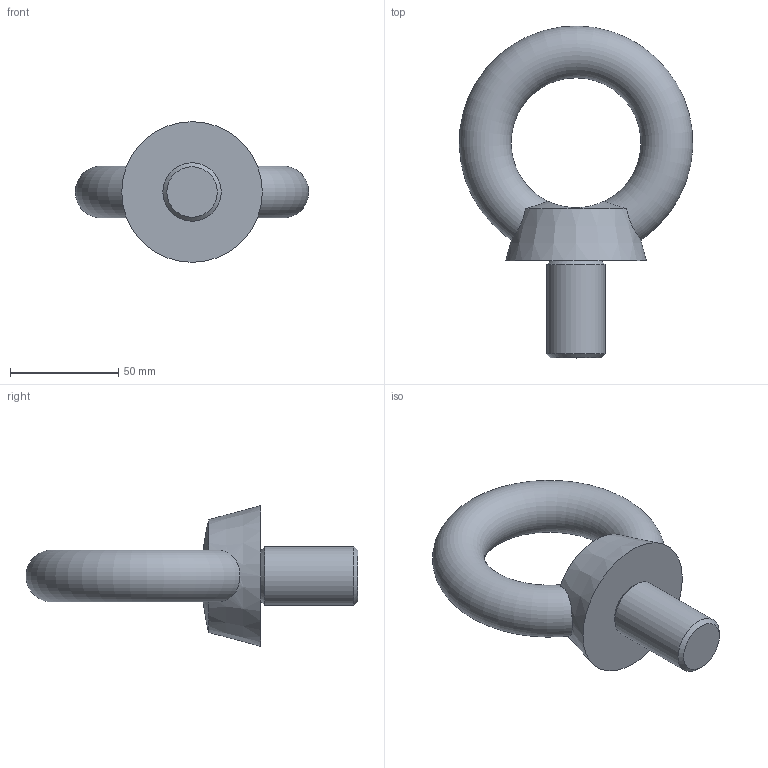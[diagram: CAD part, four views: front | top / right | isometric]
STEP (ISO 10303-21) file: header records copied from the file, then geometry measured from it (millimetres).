
FILE_DESCRIPTION( ( 'STEP AP203' ), ' ' );
FILE_NAME( 'GOLFM27.stp', '2016-03-09T09:15:39', ( '' ), ( '' ), ' ', 'PARTsolutions', ' ' );
FILE_SCHEMA( ( 'CONFIG_CONTROL_DESIGN' ) );
Length unit declared in the file: millimetre
Products named in the file (1): _GOLFM27
Bounding box: 107.9 x 153.5 x 65 mm (x, y, z)
Volume: 188689.3 mm3; surface area: 29185 mm2
Topology: 1 solids, 1 shells, 10 faces, 21 edges, 12 vertices
Faces by surface type: cone 5, plane 2, cylinder 2, torus 1
Full cylindrical faces by diameter (mm): 27 x1
Entity records: 556 total; most frequent: CARTESIAN_POINT 328, DIRECTION 36, ORIENTED_EDGE 30, AXIS2_PLACEMENT_3D 18, EDGE_LOOP 16, EDGE_CURVE 15, FACE_OUTER_BOUND 12, VERTEX_POINT 12
